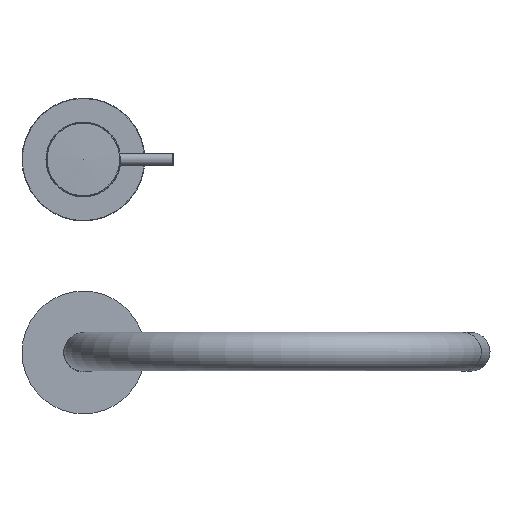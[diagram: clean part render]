
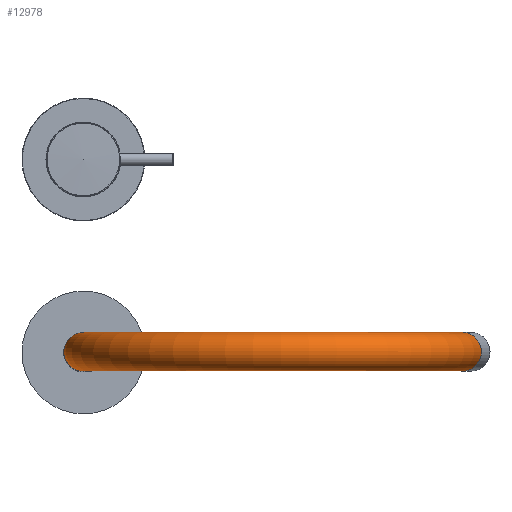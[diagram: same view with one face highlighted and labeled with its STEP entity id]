
A CAD part, top view. The second image highlights one B-rep face of the part: STEP entity #12978.
In plain terms, the highlighted toroidal (fillet/blend) face has major radius 110 mm and minor radius 11 mm.
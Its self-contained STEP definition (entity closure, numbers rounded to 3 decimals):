
#693=TOROIDAL_SURFACE('',#14101,110.,11.);
#1101=ORIENTED_EDGE('',*,*,#2669,.F.);
#1102=ORIENTED_EDGE('',*,*,#2670,.T.);
#2669=EDGE_CURVE('',#3477,#3477,#4184,.T.);
#2670=EDGE_CURVE('',#3478,#3478,#4185,.T.);
#3477=VERTEX_POINT('',#18752);
#3478=VERTEX_POINT('',#18755);
#4184=CIRCLE('',#14100,11.);
#4185=CIRCLE('',#14102,11.);
#4845=EDGE_LOOP('',(#1101));
#4846=EDGE_LOOP('',(#1102));
#5999=FACE_BOUND('',#4845,.T.);
#6000=FACE_BOUND('',#4846,.T.);
#12978=ADVANCED_FACE('',(#5999,#6000),#693,.T.);
#14100=AXIS2_PLACEMENT_3D('',#18751,#15669,#15670);
#14101=AXIS2_PLACEMENT_3D('',#18753,#15671,#15672);
#14102=AXIS2_PLACEMENT_3D('',#18754,#15673,#15674);
#15669=DIRECTION('',(0.259,-0.966,0.));
#15670=DIRECTION('',(0.,0.,1.));
#15671=DIRECTION('',(0.,0.,-1.));
#15672=DIRECTION('',(-1.,0.,0.));
#15673=DIRECTION('',(0.,1.,0.));
#15674=DIRECTION('',(0.,0.,1.));
#18751=CARTESIAN_POINT('',(216.252,164.87,0.));
#18752=CARTESIAN_POINT('',(216.252,164.87,11.));
#18753=CARTESIAN_POINT('',(110.,136.4,0.));
#18754=CARTESIAN_POINT('',(0.,136.4,0.));
#18755=CARTESIAN_POINT('',(0.,136.4,11.));
